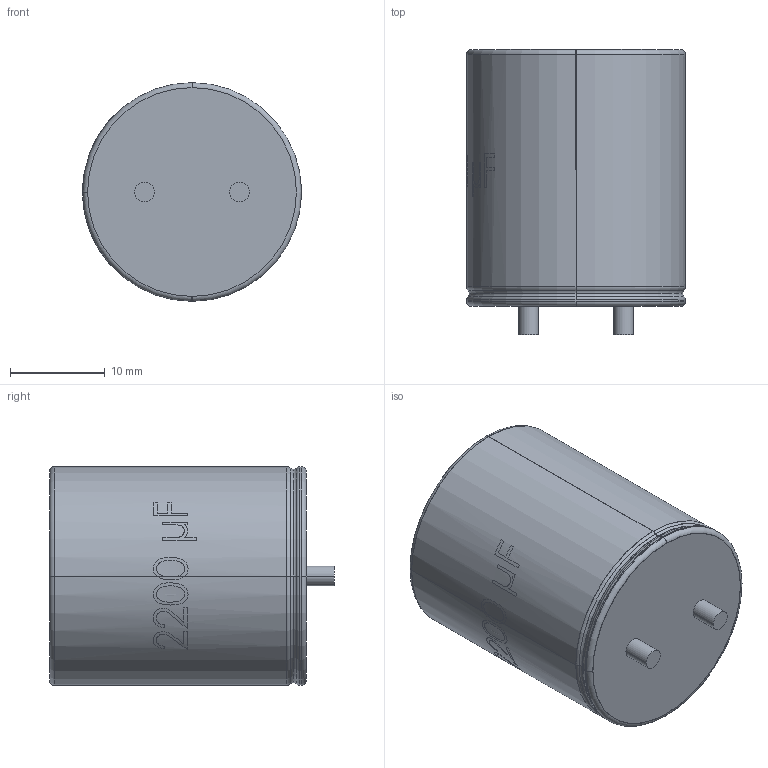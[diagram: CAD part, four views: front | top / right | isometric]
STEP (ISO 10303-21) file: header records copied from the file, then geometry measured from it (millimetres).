
FILE_DESCRIPTION (( 'STEP AP214' ), '1' );
FILE_NAME ('C+Ø22x27-10.STEP', '2018-08-28T10:00:40', ( '' ), ( '' ), 'SwSTEP 2.0', 'SolidWorks 2018', '' );
FILE_SCHEMA (( 'AUTOMOTIVE_DESIGN' ));
Length unit declared in the file: millimetre
Products named in the file (1): C+ﾘ22x27-10
Bounding box: 23.05 x 30.03 x 23.05 mm (x, y, z)
Surface area: 5808.6 mm2 (no closed solid volume)
Topology: 0 solids, 4 shells, 70 faces, 228 edges, 179 vertices
Faces by surface type: torus 36, cylinder 30, plane 4
Entity records: 4523 total; most frequent: CARTESIAN_POINT 1693, DIRECTION 475, ORIENTED_EDGE 402, EDGE_CURVE 228, AXIS2_PLACEMENT_3D 214, VERTEX_POINT 179, CIRCLE 143, EDGE_LOOP 86
